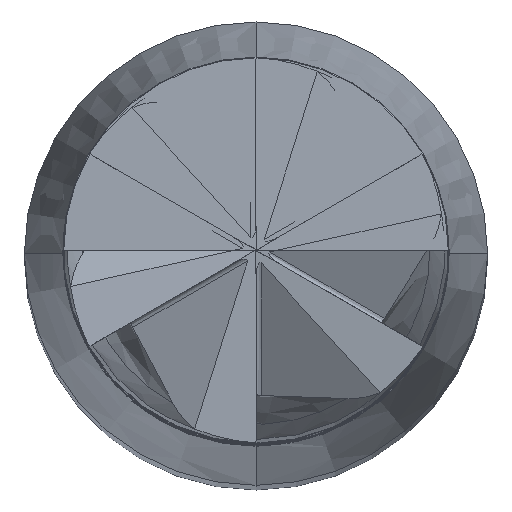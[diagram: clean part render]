
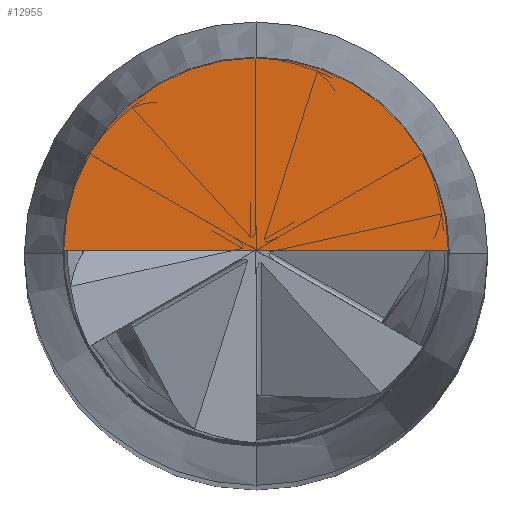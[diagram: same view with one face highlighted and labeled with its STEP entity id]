
A CAD part, top view. The second image highlights one B-rep face of the part: STEP entity #12955.
In plain terms, the highlighted planar face has unit normal (0, 0, 1).
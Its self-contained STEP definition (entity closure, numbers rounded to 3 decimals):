
#12881=DIRECTION('',(-1.,0.,0.));
#12882=VECTOR('',#12881,4.98);
#12883=CARTESIAN_POINT('',(2.49,0.,62.));
#12884=LINE('',#12883,#12882);
#12885=CARTESIAN_POINT('',(0.,0.,62.));
#12886=DIRECTION('',(0.,0.,1.));
#12887=DIRECTION('',(1.,0.,0.));
#12888=AXIS2_PLACEMENT_3D('',#12885,#12886,#12887);
#12928=CARTESIAN_POINT('',(2.49,0.,62.));
#12929=CARTESIAN_POINT('',(-2.49,0.,62.));
#12930=VERTEX_POINT('',#12928);
#12931=VERTEX_POINT('',#12929);
#12944=CARTESIAN_POINT('',(0.,0.,62.));
#12945=DIRECTION('',(0.,0.,1.));
#12946=DIRECTION('',(-0.882,-0.472,0.));
#12947=AXIS2_PLACEMENT_3D('',#12944,#12945,#12946);
#12948=PLANE('',#12947);
#12950=ORIENTED_EDGE('',*,*,#12949,.T.);
#12952=ORIENTED_EDGE('',*,*,#12951,.F.);
#12953=EDGE_LOOP('',(#12950,#12952));
#12954=FACE_OUTER_BOUND('',#12953,.F.);
#12889=CIRCLE('',#12888,2.49);
#12949=EDGE_CURVE('',#12930,#12931,#12884,.T.);
#12951=EDGE_CURVE('',#12930,#12931,#12889,.T.);
#12955=ADVANCED_FACE('',(#12954),#12948,.T.);
